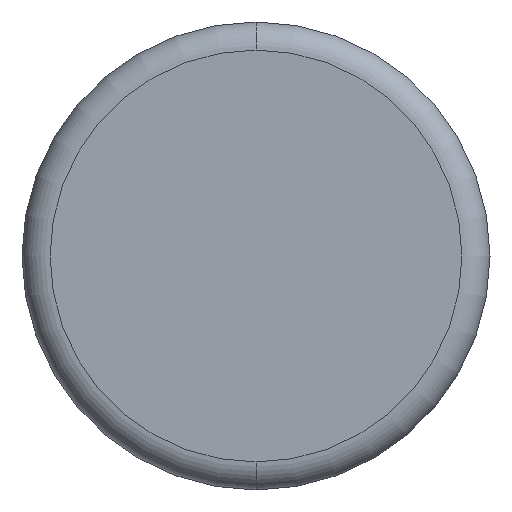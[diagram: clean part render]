
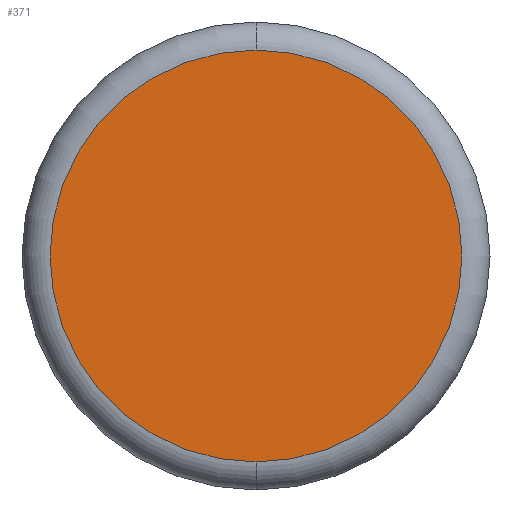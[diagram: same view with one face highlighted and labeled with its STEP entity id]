
A CAD part, front view. The second image highlights one B-rep face of the part: STEP entity #371.
In plain terms, the highlighted planar face has unit normal (0, -1, 0).
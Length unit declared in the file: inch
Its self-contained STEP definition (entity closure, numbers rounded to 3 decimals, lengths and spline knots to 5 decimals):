
#7 = CARTESIAN_POINT ( 'NONE',  ( 0., 0., 0. ) ) ;
#48 = FACE_OUTER_BOUND ( 'NONE', #452, .T. ) ;
#64 = EDGE_CURVE ( 'NONE', #281, #79, #538, .T. ) ;
#79 = VERTEX_POINT ( 'NONE', #358 ) ;
#91 = DIRECTION ( 'NONE',  ( 0., -1., 0. ) ) ;
#106 = DIRECTION ( 'NONE',  ( 0., -1., 0. ) ) ;
#149 = CIRCLE ( 'NONE', #332, 0.22 ) ;
#173 = DIRECTION ( 'NONE',  ( 0., 0., -1. ) ) ;
#261 = DIRECTION ( 'NONE',  ( 0., 0., -1. ) ) ;
#281 = VERTEX_POINT ( 'NONE', #372 ) ;
#316 = DIRECTION ( 'NONE',  ( 0., -1., 0. ) ) ;
#330 = AXIS2_PLACEMENT_3D ( 'NONE', #526, #106, #173 ) ;
#332 = AXIS2_PLACEMENT_3D ( 'NONE', #7, #316, #488 ) ;
#338 = AXIS2_PLACEMENT_3D ( 'NONE', #476, #91, #261 ) ;
#358 = CARTESIAN_POINT ( 'NONE',  ( 0., 0., -0.22 ) ) ;
#367 = ORIENTED_EDGE ( 'NONE', *, *, #64, .T. ) ;
#371 = ADVANCED_FACE ( 'NONE', ( #48 ), #480, .T. ) ;
#372 = CARTESIAN_POINT ( 'NONE',  ( 0., 0., 0.22 ) ) ;
#389 = EDGE_CURVE ( 'NONE', #79, #281, #149, .T. ) ;
#452 = EDGE_LOOP ( 'NONE', ( #540, #367 ) ) ;
#476 = CARTESIAN_POINT ( 'NONE',  ( 0., 0., 0. ) ) ;
#480 = PLANE ( 'NONE',  #338 ) ;
#488 = DIRECTION ( 'NONE',  ( 0., 0., -1. ) ) ;
#526 = CARTESIAN_POINT ( 'NONE',  ( 0., 0., 0. ) ) ;
#538 = CIRCLE ( 'NONE', #330, 0.22 ) ;
#540 = ORIENTED_EDGE ( 'NONE', *, *, #389, .T. ) ;
